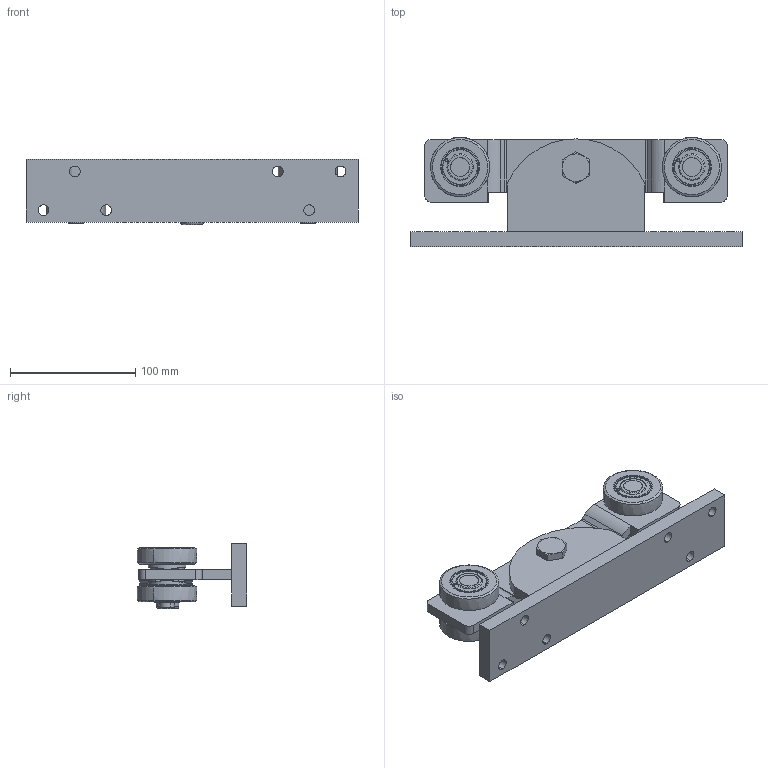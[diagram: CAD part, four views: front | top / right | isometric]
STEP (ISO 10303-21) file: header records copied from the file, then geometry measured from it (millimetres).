
FILE_DESCRIPTION (( 'STEP AP214' ), '1' );
FILE_NAME ('25.R59.STEP', '2019-03-18T10:49:07', ( '' ), ( '' ), 'SwSTEP 2.0', 'SolidWorks 2018', '' );
FILE_SCHEMA (( 'AUTOMOTIVE_DESIGN' ));
Length unit declared in the file: millimetre
Products named in the file (9): BALL BEARING 25000; torque nut 01_iso_ISO 7040-M12-N; 25.R59; 2.25.R94.26R; mpraket 25.R59; flantza 25.R59; 2.25.R91.09P; rodella zamak; 1.254-408800011B
Assembly tree (15 placements, depth 2):
  25.R59
    flantza 25.R59
    mpraket 25.R59
    2.25.R94.26R
    1.254-408800011B  x2
    BALL BEARING 25000  x4
    rodella zamak  x4
    2.25.R91.09P
    torque nut 01_iso_ISO 7040-M12-N
Bounding box: 265 x 87.24 x 51.9 mm (x, y, z)
Volume: 394225.5 mm3; surface area: 134951.8 mm2
Topology: 55 solids, 55 shells, 740 faces, 1786 edges, 1049 vertices
Faces by surface type: cylinder 223, bspline 168, plane 162, cone 121, torus 50, sphere 16
Entity records: 10588 total; most frequent: CARTESIAN_POINT 2568, DIRECTION 1422, ORIENTED_EDGE 1336, EDGE_CURVE 668, AXIS2_PLACEMENT_3D 588, VERTEX_POINT 422, EDGE_LOOP 342, CIRCLE 318
